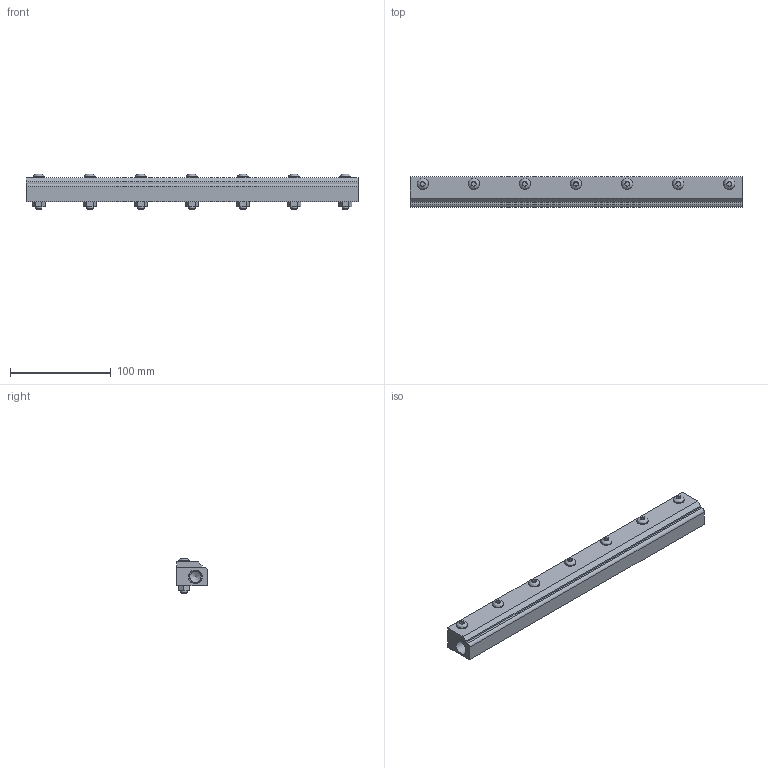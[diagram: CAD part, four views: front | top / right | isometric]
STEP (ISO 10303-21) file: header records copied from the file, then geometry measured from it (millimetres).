
FILE_DESCRIPTION((''),'2;1');
FILE_NAME('2012SS.stp','2009-09-22T11:01:57',('Dan Preston'),(''),'Autodesk Inventor 2010','Autodesk Inventor 2010','');
FILE_SCHEMA(('AUTOMOTIVE_DESIGN { 1 0 10303 214 1 1 1 1 }'));
Length unit declared in the file: inch
Products named in the file (17): 2012SS3D; 2012SS3D1; 2012SS3D2; 2012SS3D3; 2012SS3D4; 2012SS3D5; 2012SS3D6; 2012SS3D7; 2012SS3D8; 2012SS3D9; 2012SS3D10; 2012SS3D11; 2012SS3D12; 2012SS3D13; 2012SS3D14; 2012SS3D15; 2012SS3D16
Assembly tree (16 placements, depth 2):
  2012SS3D
    2012SS3D1
    2012SS3D2
    2012SS3D3
    2012SS3D4
    2012SS3D5
    2012SS3D6
    2012SS3D7
    2012SS3D8
    2012SS3D9
    2012SS3D10
    2012SS3D11
    2012SS3D12
    2012SS3D13
    2012SS3D14
    2012SS3D15
    2012SS3D16
Bounding box: 330.2 x 30.48 x 35.1 mm (x, y, z)
Volume: 228117.9 mm3; surface area: 66313.1 mm2
Topology: 16 solids, 16 shells, 197 faces, 452 edges, 303 vertices
Faces by surface type: plane 141, cylinder 38, cone 11, bspline 7
Full cylindrical faces by diameter (mm): 6.35 x28, 11.1 x7, 11.113 x2
Entity records: 5982 total; most frequent: CARTESIAN_POINT 1192, DIRECTION 914, ORIENTED_EDGE 748, EDGE_CURVE 374, AXIS2_PLACEMENT_3D 317, EDGE_LOOP 310, VERTEX_POINT 280, VECTOR 280
